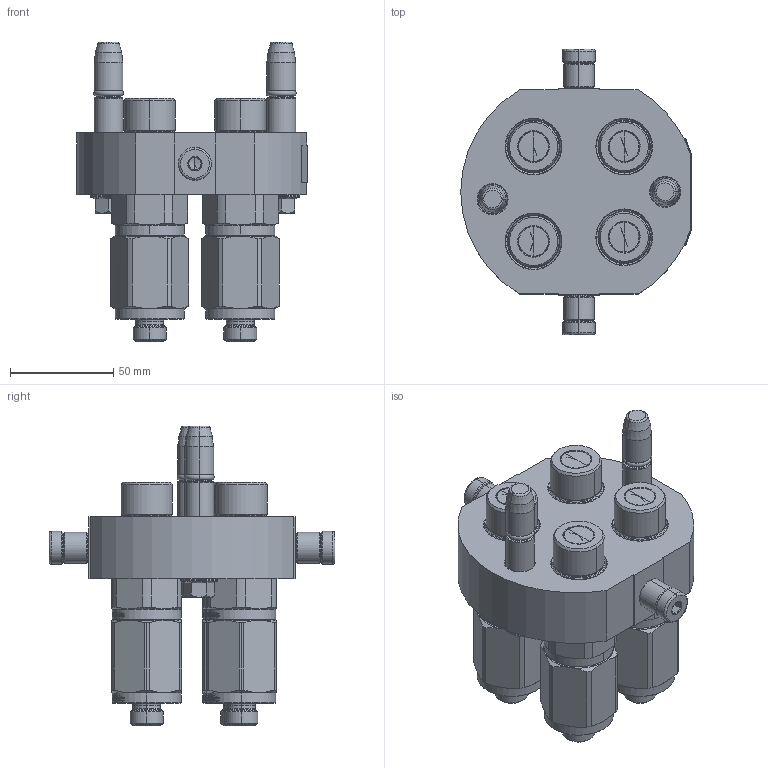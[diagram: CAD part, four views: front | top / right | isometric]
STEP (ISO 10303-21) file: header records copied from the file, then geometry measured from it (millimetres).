
FILE_DESCRIPTION (( 'STEP AP214' ), '1' );
FILE_NAME ('FASTER.step', '2024-11-28T14:51:45', ( '' ), ( '' ), 'SwSTEP 2.0', 'SolidWorks 2017', '' );
FILE_SCHEMA (( 'AUTOMOTIVE_DESIGN' ));
Length unit declared in the file: millimetre
Products named in the file (11): FASTER; 4830_028_1000_011; 4830_013_3000_030; et002_piegata; 4830_010_0000_022; 3ffnp12-2_16m; or2_62x9_19_m; P508_M_BASE; 1540_080_0008_000; 4830_021_0000_000
Assembly tree (18 placements, depth 3):
  FASTER
    P508_M_BASE
      4830_010_0000_022
      4830_013_3000_030  x2
      4830_028_1000_011  x2
      4830_021_0000_000  x2
      1540_080_0008_000  x2
      or2_62x9_19_m  x2
    3ffnp12-2_16m  x4
      3ffnp12-2_16m
    et002_piegata
Bounding box: 111.8 x 138.6 x 145.4 mm (x, y, z)
Volume: 2874.1 mm3; surface area: 123861.1 mm2
Topology: 5 solids, 52 shells, 2052 faces, 6007 edges, 3898 vertices
Faces by surface type: plane 1072, cylinder 369, cone 360, torus 136, bspline 115
Entity records: 41956 total; most frequent: CARTESIAN_POINT 10966, ORIENTED_EDGE 5629, DIRECTION 5321, EDGE_CURVE 2986, LINE 1971, VECTOR 1971, VERTEX_POINT 1934, AXIS2_PLACEMENT_3D 1675
